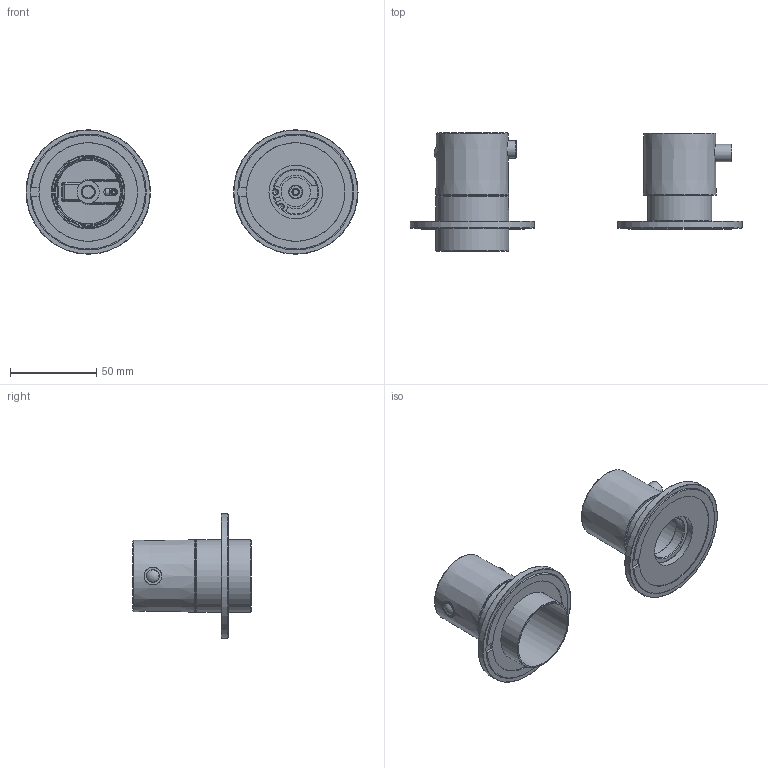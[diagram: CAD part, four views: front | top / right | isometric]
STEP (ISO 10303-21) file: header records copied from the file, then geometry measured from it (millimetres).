
FILE_DESCRIPTION(/* description */ ('Unknown'),/* implementation_level */ '2;1');
FILE_NAME(/* name */ 'CB7009',/* time_stamp */ '2024-03-04T12:37:07+01:00',/* author */ ('Unknown'),/* organization */ ('Unknown'),/* preprocessor_version */ 'ST-DEVELOPER v18.102',/* originating_system */ 'Solid Edge',/* authorisation */ 'Unknown');
FILE_SCHEMA (('AUTOMOTIVE_DESIGN {1 0 10303 214 3 1 1}'));
Length unit declared in the file: millimetre
Products named in the file (21): CB7009EXT-00; CB7001-02; CB7001-01; CB7001-03; CB7001-04; CB0768-11; CB0768-10; CB7068-09; CB7068-07; CB7068-06; CB7068-05; CB7068-04; CB7068-03; CB7068-01; CB7080-01; CB7001-001; 100.000.01.10T.70C_9; 100.000.01.10T.70C_10; 100.000.01.10T.70C_11; 100.000.01.10T.70C_12; 100.000.01.10T.70C_13
Assembly tree (21 placements, depth 3):
  CB7009EXT-00
    CB7001-02
    CB7001-01
    CB7001-03
    CB7001-04
    CB0768-11
    CB0768-10
    CB7068-09  x2
    CB7068-07
    CB7068-06
    CB7068-05
    CB7068-04
    CB7068-03
    CB7068-01
    CB7080-01
    CB7001-001
      100.000.01.10T.70C_9
      100.000.01.10T.70C_10
      100.000.01.10T.70C_11
      100.000.01.10T.70C_12
      100.000.01.10T.70C_13
Bounding box: 192 x 68.3 x 72 mm (x, y, z)
Volume: 67772.6 mm3; surface area: 66801.1 mm2
Topology: 20 solids, 20 shells, 779 faces, 1809 edges, 1107 vertices
Faces by surface type: plane 324, cone 198, cylinder 158, bspline 53, torus 35, sphere 11
Full cylindrical faces by diameter (mm): 2 x1, 2.459 x1, 3 x3, 3.2 x1, 3.5 x2, 4 x20, 4.134 x2, 4.5 x2, 5 x27, 5.2 x2, 7 x1, 7.5 x2, 9.5 x1, 10 x3, 10.2 x2, 13.5 x1, 15.15 x2, 15.2 x1, 17 x1, 25.5 x1, 31 x2, 32 x1, 35 x1, 37 x1, 40 x1, 42 x1, 42.5 x2, 44.8 x1, 57 x2, 67 x2
Entity records: 22611 total; most frequent: CARTESIAN_POINT 5107, DIRECTION 3243, ORIENTED_EDGE 2910, EDGE_CURVE 1455, AXIS2_PLACEMENT_3D 1322, FACE_BOUND 1091, EDGE_LOOP 1082, VERTEX_POINT 1020
